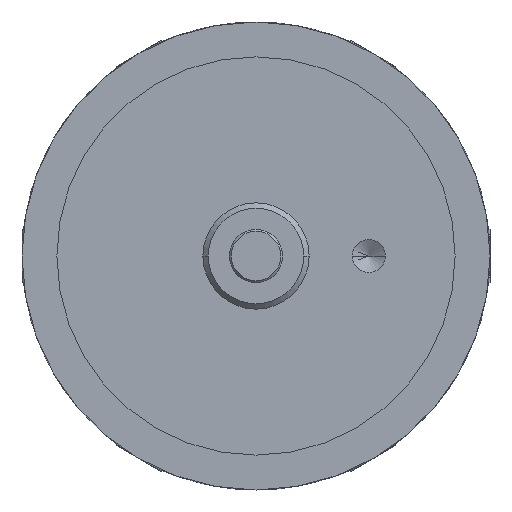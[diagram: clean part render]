
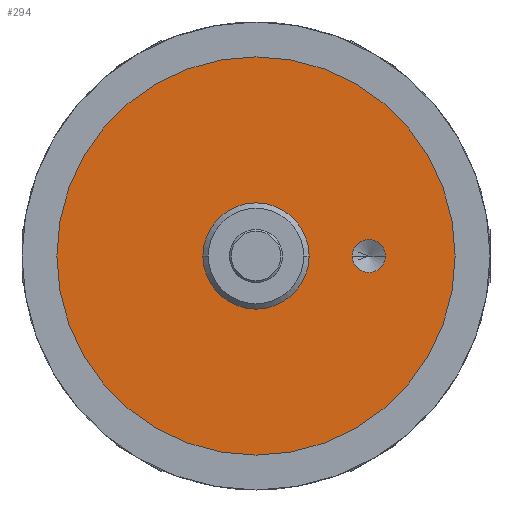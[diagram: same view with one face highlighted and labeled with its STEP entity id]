
A CAD part, front view. The second image highlights one B-rep face of the part: STEP entity #294.
In plain terms, the highlighted planar face has unit normal (0, -1, 0).
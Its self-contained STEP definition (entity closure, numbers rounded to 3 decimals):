
#294=ADVANCED_FACE('',(#665,#666,#667),#668,.T.);
#665=FACE_BOUND('',#1145,.T.);
#666=FACE_BOUND('',#1146,.T.);
#667=FACE_OUTER_BOUND('',#1147,.T.);
#668=PLANE('',#1148);
#1145=EDGE_LOOP('',(#1893,#1894));
#1146=EDGE_LOOP('',(#1895,#1896));
#1147=EDGE_LOOP('',(#1897,#1898));
#1148=AXIS2_PLACEMENT_3D('',#1899,#1900,#1901);
#1893=ORIENTED_EDGE('',*,*,#2867,.T.);
#1894=ORIENTED_EDGE('',*,*,#2759,.T.);
#1895=ORIENTED_EDGE('',*,*,#2876,.T.);
#1896=ORIENTED_EDGE('',*,*,#2734,.T.);
#1897=ORIENTED_EDGE('',*,*,#2729,.F.);
#1898=ORIENTED_EDGE('',*,*,#2879,.F.);
#1899=CARTESIAN_POINT('',(15.0,0.0,0.0));
#1900=DIRECTION('',(-0.0,-1.0,-0.0));
#1901=DIRECTION('',(-1.0,0.0,0.0));
#2729=EDGE_CURVE('',#3229,#3232,#3233,.T.);
#2734=EDGE_CURVE('',#3241,#3238,#3242,.T.);
#2759=EDGE_CURVE('',#3274,#3277,#3279,.T.);
#2867=EDGE_CURVE('',#3277,#3274,#3433,.T.);
#2876=EDGE_CURVE('',#3238,#3241,#3442,.T.);
#2879=EDGE_CURVE('',#3232,#3229,#3445,.T.);
#3229=VERTEX_POINT('',#3941);
#3232=VERTEX_POINT('',#3945);
#3233=CIRCLE('',#3946,30.0);
#3238=VERTEX_POINT('',#3952);
#3241=VERTEX_POINT('',#3956);
#3242=CIRCLE('',#3957,7.188);
#3274=VERTEX_POINT('',#3998);
#3277=VERTEX_POINT('',#4002);
#3279=CIRCLE('',#4005,2.5);
#3433=CIRCLE('',#4303,2.5);
#3442=CIRCLE('',#4312,7.188);
#3445=CIRCLE('',#4315,30.0);
#3941=CARTESIAN_POINT('',(30.0,0.0,0.0));
#3945=CARTESIAN_POINT('',(-30.0,0.0,0.));
#3946=AXIS2_PLACEMENT_3D('',#5862,#5863,#5864);
#3952=CARTESIAN_POINT('',(7.188,0.0,0.0));
#3956=CARTESIAN_POINT('',(-7.188,0.0,0.));
#3957=AXIS2_PLACEMENT_3D('',#5870,#5871,#5872);
#3998=CARTESIAN_POINT('',(14.5,0.0,0.));
#4002=CARTESIAN_POINT('',(19.5,0.,0.));
#4005=AXIS2_PLACEMENT_3D('',#5908,#5909,#5910);
#4303=AXIS2_PLACEMENT_3D('',#6034,#6035,#6036);
#4312=AXIS2_PLACEMENT_3D('',#6043,#6044,#6045);
#4315=AXIS2_PLACEMENT_3D('',#6049,#6050,#6051);
#5862=CARTESIAN_POINT('',(0.0,0.0,0.0));
#5863=DIRECTION('',(-0.0,1.0,0.0));
#5864=DIRECTION('',(1.0,0.0,0.0));
#5870=CARTESIAN_POINT('',(0.0,0.0,0.0));
#5871=DIRECTION('',(-0.0,1.0,0.0));
#5872=DIRECTION('',(1.0,0.0,0.0));
#5908=CARTESIAN_POINT('',(17.0,0.0,0.0));
#5909=DIRECTION('',(0.0,1.0,0.0));
#5910=DIRECTION('',(-1.0,0.0,0.0));
#6034=CARTESIAN_POINT('',(17.0,0.0,0.0));
#6035=DIRECTION('',(0.0,1.0,0.0));
#6036=DIRECTION('',(-1.0,0.0,0.0));
#6043=CARTESIAN_POINT('',(0.0,0.0,0.0));
#6044=DIRECTION('',(-0.0,1.0,0.0));
#6045=DIRECTION('',(1.0,0.0,0.0));
#6049=CARTESIAN_POINT('',(0.0,0.0,0.0));
#6050=DIRECTION('',(-0.0,1.0,0.0));
#6051=DIRECTION('',(1.0,0.0,0.0));
